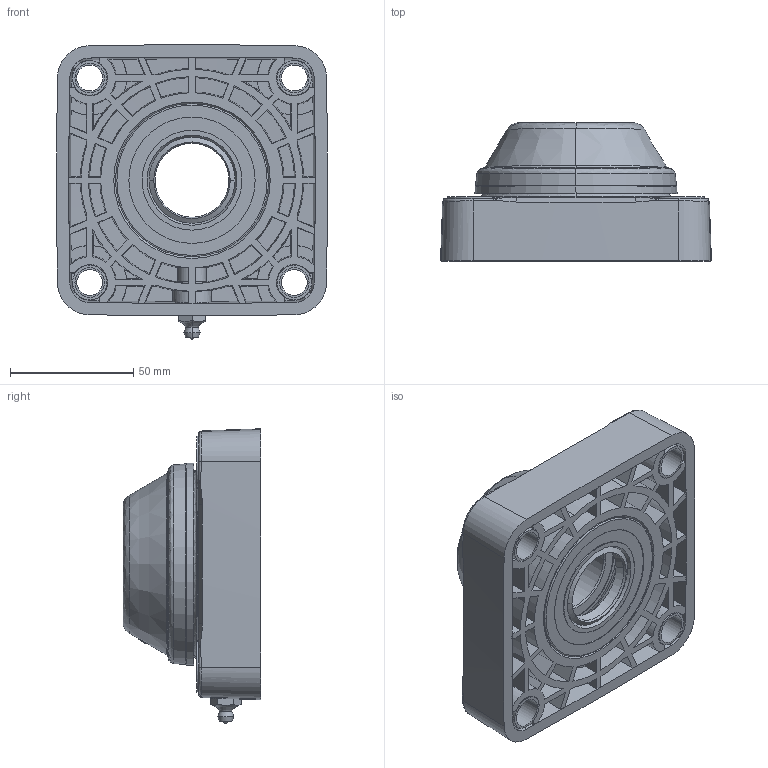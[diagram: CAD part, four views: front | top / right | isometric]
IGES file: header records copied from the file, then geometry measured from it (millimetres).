
Start section:  PTC IGES file: b000063172.igs
Global section: file name: b000063172.igs; native system: Pro/ENGINEER by Parametric Technology Corporation; preprocessor: 2009380; author: RCRU51; organization: Rex Nord Marbet spa; date: 20100426.122906; units: millimetre
Bounding box: 109.91 x 56 x 119.46 mm (x, y, z)
Surface area: 108755.6 mm2 (no closed solid volume)
Topology: 0 solids, 0 shells, 659 faces, 3292 edges, 3290 vertices
Faces by surface type: revolution 416, bspline 243
